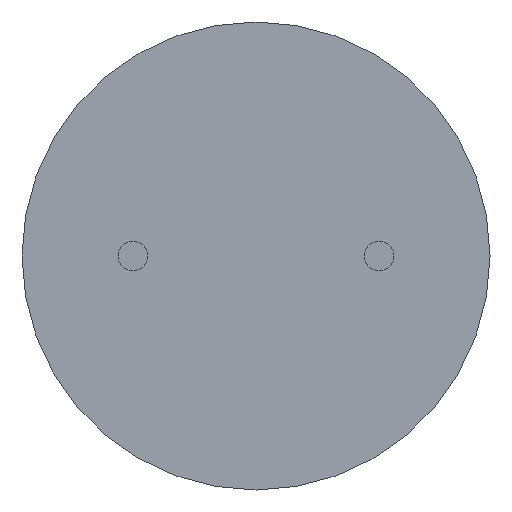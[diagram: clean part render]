
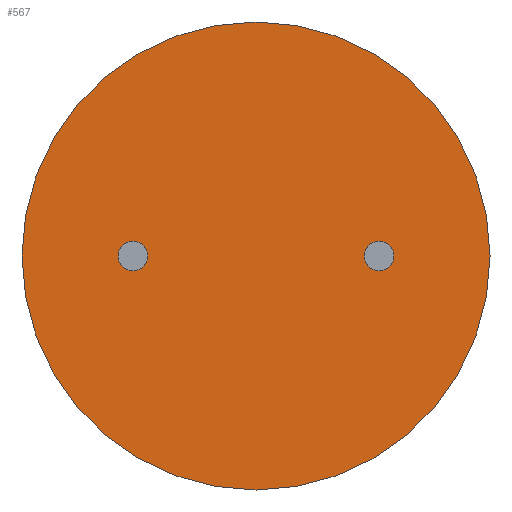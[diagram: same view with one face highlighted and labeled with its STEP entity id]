
A CAD part, front view. The second image highlights one B-rep face of the part: STEP entity #567.
In plain terms, the highlighted planar face has unit normal (0, -1, 0).
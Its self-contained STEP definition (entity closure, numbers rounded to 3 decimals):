
#4 = DIRECTION ( 'NONE',  ( 0., 0., 1. ) ) ;
#15 = CARTESIAN_POINT ( 'NONE',  ( 0., 0., 0. ) ) ;
#25 = CIRCLE ( 'NONE', #550, 4.75 ) ;
#29 = DIRECTION ( 'NONE',  ( 0., 0., 1. ) ) ;
#30 = AXIS2_PLACEMENT_3D ( 'NONE', #636, #632, #619 ) ;
#35 = CARTESIAN_POINT ( 'NONE',  ( 2.5, 0., -0.3 ) ) ;
#36 = DIRECTION ( 'NONE',  ( 0., 1., 0. ) ) ;
#43 = CARTESIAN_POINT ( 'NONE',  ( 0., 0., 0. ) ) ;
#53 = DIRECTION ( 'NONE',  ( 0., 1., 0. ) ) ;
#54 = EDGE_CURVE ( 'NONE', #580, #872, #172, .T. ) ;
#77 = CIRCLE ( 'NONE', #867, 4.75 ) ;
#108 = CARTESIAN_POINT ( 'NONE',  ( -2.5, 0., 0.3 ) ) ;
#140 = AXIS2_PLACEMENT_3D ( 'NONE', #850, #683, #582 ) ;
#147 = EDGE_CURVE ( 'NONE', #547, #860, #77, .T. ) ;
#159 = CARTESIAN_POINT ( 'NONE',  ( 2.5, 0., 0.3 ) ) ;
#172 = CIRCLE ( 'NONE', #30, 0.3 ) ;
#193 = CARTESIAN_POINT ( 'NONE',  ( -2.5, 0., 0. ) ) ;
#194 = EDGE_CURVE ( 'NONE', #860, #547, #25, .T. ) ;
#196 = AXIS2_PLACEMENT_3D ( 'NONE', #193, #483, #695 ) ;
#202 = CARTESIAN_POINT ( 'NONE',  ( -2.5, 0., -0.3 ) ) ;
#275 = EDGE_CURVE ( 'NONE', #484, #830, #813, .T. ) ;
#286 = DIRECTION ( 'NONE',  ( 0., 0., 1. ) ) ;
#295 = EDGE_LOOP ( 'NONE', ( #726, #735 ) ) ;
#320 = EDGE_LOOP ( 'NONE', ( #686, #689 ) ) ;
#326 = EDGE_LOOP ( 'NONE', ( #742, #752 ) ) ;
#354 = AXIS2_PLACEMENT_3D ( 'NONE', #692, #53, #4 ) ;
#356 = FACE_BOUND ( 'NONE', #326, .T. ) ;
#394 = FACE_BOUND ( 'NONE', #320, .T. ) ;
#413 = FACE_OUTER_BOUND ( 'NONE', #295, .T. ) ;
#420 = PLANE ( 'NONE',  #354 ) ;
#421 = DIRECTION ( 'NONE',  ( 0., 0., 1. ) ) ;
#435 = CIRCLE ( 'NONE', #140, 0.3 ) ;
#449 = CIRCLE ( 'NONE', #196, 0.3 ) ;
#453 = EDGE_CURVE ( 'NONE', #830, #484, #435, .T. ) ;
#469 = EDGE_CURVE ( 'NONE', #872, #580, #449, .T. ) ;
#483 = DIRECTION ( 'NONE',  ( 0., -1., 0. ) ) ;
#484 = VERTEX_POINT ( 'NONE', #159 ) ;
#547 = VERTEX_POINT ( 'NONE', #749 ) ;
#550 = AXIS2_PLACEMENT_3D ( 'NONE', #15, #563, #286 ) ;
#563 = DIRECTION ( 'NONE',  ( 0., 1., 0. ) ) ;
#567 = ADVANCED_FACE ( 'NONE', ( #394, #413, #356 ), #420, .F. ) ;
#580 = VERTEX_POINT ( 'NONE', #202 ) ;
#582 = DIRECTION ( 'NONE',  ( 0., 0., 1. ) ) ;
#602 = AXIS2_PLACEMENT_3D ( 'NONE', #687, #700, #421 ) ;
#619 = DIRECTION ( 'NONE',  ( 0., 0., 1. ) ) ;
#632 = DIRECTION ( 'NONE',  ( 0., -1., 0. ) ) ;
#636 = CARTESIAN_POINT ( 'NONE',  ( -2.5, 0., 0. ) ) ;
#683 = DIRECTION ( 'NONE',  ( 0., -1., 0. ) ) ;
#686 = ORIENTED_EDGE ( 'NONE', *, *, #469, .F. ) ;
#687 = CARTESIAN_POINT ( 'NONE',  ( 2.5, 0., 0. ) ) ;
#689 = ORIENTED_EDGE ( 'NONE', *, *, #54, .F. ) ;
#692 = CARTESIAN_POINT ( 'NONE',  ( 0., 0., 0. ) ) ;
#695 = DIRECTION ( 'NONE',  ( 0., 0., 1. ) ) ;
#700 = DIRECTION ( 'NONE',  ( 0., -1., 0. ) ) ;
#726 = ORIENTED_EDGE ( 'NONE', *, *, #194, .F. ) ;
#735 = ORIENTED_EDGE ( 'NONE', *, *, #147, .F. ) ;
#742 = ORIENTED_EDGE ( 'NONE', *, *, #275, .F. ) ;
#749 = CARTESIAN_POINT ( 'NONE',  ( 0., 0., 4.75 ) ) ;
#752 = ORIENTED_EDGE ( 'NONE', *, *, #453, .F. ) ;
#813 = CIRCLE ( 'NONE', #602, 0.3 ) ;
#830 = VERTEX_POINT ( 'NONE', #35 ) ;
#849 = CARTESIAN_POINT ( 'NONE',  ( 0., 0., -4.75 ) ) ;
#850 = CARTESIAN_POINT ( 'NONE',  ( 2.5, 0., 0. ) ) ;
#860 = VERTEX_POINT ( 'NONE', #849 ) ;
#867 = AXIS2_PLACEMENT_3D ( 'NONE', #43, #36, #29 ) ;
#872 = VERTEX_POINT ( 'NONE', #108 ) ;
